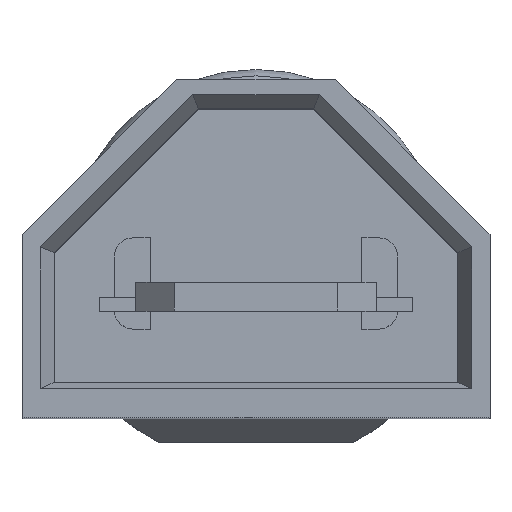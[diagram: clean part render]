
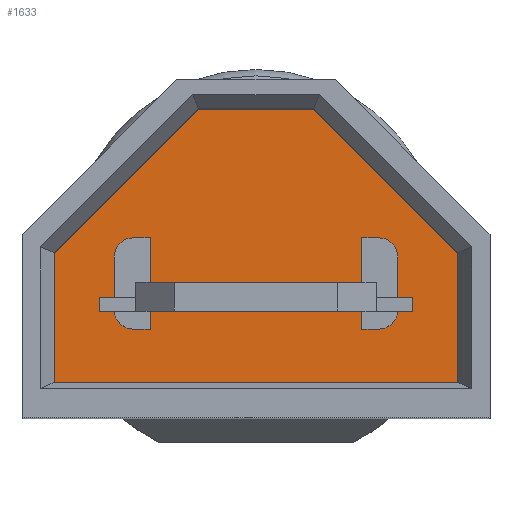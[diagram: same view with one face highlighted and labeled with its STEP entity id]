
A CAD part, top view. The second image highlights one B-rep face of the part: STEP entity #1633.
In plain terms, the highlighted planar face has unit normal (0, 0, 1).
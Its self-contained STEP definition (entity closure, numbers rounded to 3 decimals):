
#17=FACE_BOUND('',#192,.T.);
#104=FACE_OUTER_BOUND('',#191,.T.);
#191=EDGE_LOOP('',(#1166,#1167,#1168,#1169,#1170,#1171));
#192=EDGE_LOOP('',(#1172,#1173,#1174,#1175,#1176,#1177,#1178,#1179,#1180,
#1181,#1182,#1183,#1184,#1185,#1186,#1187,#1188,#1189,#1190,#1191,#1192,
#1193));
#260=CIRCLE('',#1734,0.508);
#261=CIRCLE('',#1735,0.508);
#262=CIRCLE('',#1736,0.508);
#263=CIRCLE('',#1737,0.508);
#325=LINE('',#2662,#496);
#328=LINE('',#2668,#499);
#333=LINE('',#2678,#504);
#336=LINE('',#2684,#507);
#343=LINE('',#2697,#514);
#344=LINE('',#2699,#515);
#345=LINE('',#2702,#516);
#346=LINE('',#2704,#517);
#347=LINE('',#2706,#518);
#348=LINE('',#2708,#519);
#349=LINE('',#2710,#520);
#350=LINE('',#2714,#521);
#351=LINE('',#2716,#522);
#352=LINE('',#2718,#523);
#353=LINE('',#2720,#524);
#354=LINE('',#2724,#525);
#355=LINE('',#2726,#526);
#356=LINE('',#2728,#527);
#357=LINE('',#2730,#528);
#358=LINE('',#2732,#529);
#359=LINE('',#2736,#530);
#360=LINE('',#2738,#531);
#361=LINE('',#2740,#532);
#362=LINE('',#2742,#533);
#496=VECTOR('',#1927,3.429);
#499=VECTOR('',#1932,5.388);
#504=VECTOR('',#1943,3.048);
#507=VECTOR('',#1948,5.388);
#514=VECTOR('',#1963,10.668);
#515=VECTOR('',#1966,3.429);
#516=VECTOR('',#1967,0.445);
#517=VECTOR('',#1968,1.57);
#518=VECTOR('',#1969,5.588);
#519=VECTOR('',#1970,1.57);
#520=VECTOR('',#1971,0.445);
#521=VECTOR('',#1974,1.062);
#522=VECTOR('',#1975,0.381);
#523=VECTOR('',#1976,0.381);
#524=VECTOR('',#1977,0.383);
#525=VECTOR('',#1980,0.445);
#526=VECTOR('',#1981,0.462);
#527=VECTOR('',#1982,5.588);
#528=VECTOR('',#1983,0.462);
#529=VECTOR('',#1984,0.445);
#530=VECTOR('',#1987,0.383);
#531=VECTOR('',#1988,0.381);
#532=VECTOR('',#1989,0.381);
#533=VECTOR('',#1990,1.062);
#676=VERTEX_POINT('',#2659);
#677=VERTEX_POINT('',#2661);
#679=VERTEX_POINT('',#2667);
#681=VERTEX_POINT('',#2677);
#683=VERTEX_POINT('',#2683);
#685=VERTEX_POINT('',#2695);
#686=VERTEX_POINT('',#2700);
#687=VERTEX_POINT('',#2701);
#688=VERTEX_POINT('',#2703);
#689=VERTEX_POINT('',#2705);
#690=VERTEX_POINT('',#2707);
#691=VERTEX_POINT('',#2709);
#692=VERTEX_POINT('',#2711);
#693=VERTEX_POINT('',#2713);
#694=VERTEX_POINT('',#2715);
#695=VERTEX_POINT('',#2717);
#696=VERTEX_POINT('',#2719);
#697=VERTEX_POINT('',#2721);
#698=VERTEX_POINT('',#2723);
#699=VERTEX_POINT('',#2725);
#700=VERTEX_POINT('',#2727);
#701=VERTEX_POINT('',#2729);
#702=VERTEX_POINT('',#2731);
#703=VERTEX_POINT('',#2733);
#704=VERTEX_POINT('',#2735);
#705=VERTEX_POINT('',#2737);
#706=VERTEX_POINT('',#2739);
#707=VERTEX_POINT('',#2741);
#847=EDGE_CURVE('',#676,#677,#325,.T.);
#850=EDGE_CURVE('',#677,#679,#328,.T.);
#855=EDGE_CURVE('',#679,#681,#333,.T.);
#858=EDGE_CURVE('',#681,#683,#336,.T.);
#865=EDGE_CURVE('',#685,#676,#343,.T.);
#866=EDGE_CURVE('',#683,#685,#344,.T.);
#867=EDGE_CURVE('',#686,#687,#345,.T.);
#868=EDGE_CURVE('',#688,#686,#346,.T.);
#869=EDGE_CURVE('',#689,#688,#347,.T.);
#870=EDGE_CURVE('',#690,#689,#348,.T.);
#871=EDGE_CURVE('',#691,#690,#349,.T.);
#872=EDGE_CURVE('',#692,#691,#260,.T.);
#873=EDGE_CURVE('',#693,#692,#350,.T.);
#874=EDGE_CURVE('',#694,#693,#351,.T.);
#875=EDGE_CURVE('',#694,#695,#352,.T.);
#876=EDGE_CURVE('',#696,#695,#353,.T.);
#877=EDGE_CURVE('',#697,#696,#261,.T.);
#878=EDGE_CURVE('',#698,#697,#354,.T.);
#879=EDGE_CURVE('',#699,#698,#355,.T.);
#880=EDGE_CURVE('',#700,#699,#356,.T.);
#881=EDGE_CURVE('',#701,#700,#357,.T.);
#882=EDGE_CURVE('',#702,#701,#358,.T.);
#883=EDGE_CURVE('',#703,#702,#262,.T.);
#884=EDGE_CURVE('',#704,#703,#359,.T.);
#885=EDGE_CURVE('',#705,#704,#360,.T.);
#886=EDGE_CURVE('',#706,#705,#361,.T.);
#887=EDGE_CURVE('',#707,#706,#362,.T.);
#888=EDGE_CURVE('',#687,#707,#263,.T.);
#1166=ORIENTED_EDGE('',*,*,#865,.F.);
#1167=ORIENTED_EDGE('',*,*,#866,.F.);
#1168=ORIENTED_EDGE('',*,*,#858,.F.);
#1169=ORIENTED_EDGE('',*,*,#855,.F.);
#1170=ORIENTED_EDGE('',*,*,#850,.F.);
#1171=ORIENTED_EDGE('',*,*,#847,.F.);
#1172=ORIENTED_EDGE('',*,*,#867,.F.);
#1173=ORIENTED_EDGE('',*,*,#868,.F.);
#1174=ORIENTED_EDGE('',*,*,#869,.F.);
#1175=ORIENTED_EDGE('',*,*,#870,.F.);
#1176=ORIENTED_EDGE('',*,*,#871,.F.);
#1177=ORIENTED_EDGE('',*,*,#872,.F.);
#1178=ORIENTED_EDGE('',*,*,#873,.F.);
#1179=ORIENTED_EDGE('',*,*,#874,.F.);
#1180=ORIENTED_EDGE('',*,*,#875,.T.);
#1181=ORIENTED_EDGE('',*,*,#876,.F.);
#1182=ORIENTED_EDGE('',*,*,#877,.F.);
#1183=ORIENTED_EDGE('',*,*,#878,.F.);
#1184=ORIENTED_EDGE('',*,*,#879,.F.);
#1185=ORIENTED_EDGE('',*,*,#880,.F.);
#1186=ORIENTED_EDGE('',*,*,#881,.F.);
#1187=ORIENTED_EDGE('',*,*,#882,.F.);
#1188=ORIENTED_EDGE('',*,*,#883,.F.);
#1189=ORIENTED_EDGE('',*,*,#884,.F.);
#1190=ORIENTED_EDGE('',*,*,#885,.F.);
#1191=ORIENTED_EDGE('',*,*,#886,.F.);
#1192=ORIENTED_EDGE('',*,*,#887,.F.);
#1193=ORIENTED_EDGE('',*,*,#888,.F.);
#1476=PLANE('',#1733);
#1633=ADVANCED_FACE('',(#104,#17),#1476,.F.);
#1733=AXIS2_PLACEMENT_3D('',#2698,#1964,#1965);
#1734=AXIS2_PLACEMENT_3D('',#2712,#1972,#1973);
#1735=AXIS2_PLACEMENT_3D('',#2722,#1978,#1979);
#1736=AXIS2_PLACEMENT_3D('',#2734,#1985,#1986);
#1737=AXIS2_PLACEMENT_3D('',#2743,#1991,#1992);
#1927=DIRECTION('',(0.,1.,0.));
#1932=DIRECTION('',(0.707,0.707,0.));
#1943=DIRECTION('',(1.,0.,0.));
#1948=DIRECTION('',(0.707,-0.707,0.));
#1963=DIRECTION('',(-1.,0.,0.));
#1964=DIRECTION('center_axis',(0.,0.,-1.));
#1965=DIRECTION('ref_axis',(-1.,0.,0.));
#1966=DIRECTION('',(0.,-1.,0.));
#1967=DIRECTION('',(-1.,0.,0.));
#1968=DIRECTION('',(0.,1.,0.));
#1969=DIRECTION('',(-1.,0.,0.));
#1970=DIRECTION('',(0.,-1.,0.));
#1971=DIRECTION('',(-1.,0.,0.));
#1972=DIRECTION('center_axis',(0.,0.,1.));
#1973=DIRECTION('ref_axis',(1.,0.,0.));
#1974=DIRECTION('',(0.,1.,0.));
#1975=DIRECTION('',(-1.,0.,0.));
#1976=DIRECTION('',(0.,-1.,0.));
#1977=DIRECTION('',(1.,0.,0.));
#1978=DIRECTION('center_axis',(0.,0.,1.));
#1979=DIRECTION('ref_axis',(0.,-1.,0.));
#1980=DIRECTION('',(1.,0.,0.));
#1981=DIRECTION('',(0.,-1.,0.));
#1982=DIRECTION('',(1.,0.,0.));
#1983=DIRECTION('',(0.,1.,0.));
#1984=DIRECTION('',(1.,0.,0.));
#1985=DIRECTION('center_axis',(0.,0.,1.));
#1986=DIRECTION('ref_axis',(-0.996,-0.09,0.));
#1987=DIRECTION('',(1.,0.,0.));
#1988=DIRECTION('',(0.,-1.,0.));
#1989=DIRECTION('',(-1.,0.,0.));
#1990=DIRECTION('',(0.,-1.,0.));
#1991=DIRECTION('center_axis',(0.,0.,1.));
#1992=DIRECTION('ref_axis',(0.,1.,0.));
#2659=CARTESIAN_POINT('',(-5.334,0.94,-9.779));
#2661=CARTESIAN_POINT('',(-5.334,4.369,-9.779));
#2662=CARTESIAN_POINT('',(-5.334,0.94,-9.779));
#2667=CARTESIAN_POINT('',(-1.524,8.179,-9.779));
#2668=CARTESIAN_POINT('',(-5.334,4.369,-9.779));
#2677=CARTESIAN_POINT('',(1.524,8.179,-9.779));
#2678=CARTESIAN_POINT('',(-1.524,8.179,-9.779));
#2683=CARTESIAN_POINT('',(5.334,4.369,-9.779));
#2684=CARTESIAN_POINT('',(1.524,8.179,-9.779));
#2695=CARTESIAN_POINT('',(5.334,0.94,-9.779));
#2697=CARTESIAN_POINT('',(5.334,0.94,-9.779));
#2698=CARTESIAN_POINT('Origin',(0.,0.,-9.779));
#2699=CARTESIAN_POINT('',(5.334,4.369,-9.779));
#2700=CARTESIAN_POINT('',(-2.794,4.775,-9.779));
#2701=CARTESIAN_POINT('',(-3.239,4.775,-9.779));
#2702=CARTESIAN_POINT('',(-2.794,4.775,-9.779));
#2703=CARTESIAN_POINT('',(-2.794,3.205,-9.779));
#2704=CARTESIAN_POINT('',(-2.794,3.205,-9.779));
#2705=CARTESIAN_POINT('',(2.794,3.205,-9.779));
#2706=CARTESIAN_POINT('',(2.794,3.205,-9.779));
#2707=CARTESIAN_POINT('',(2.794,4.775,-9.779));
#2708=CARTESIAN_POINT('',(2.794,4.775,-9.779));
#2709=CARTESIAN_POINT('',(3.239,4.775,-9.779));
#2710=CARTESIAN_POINT('',(3.239,4.775,-9.779));
#2711=CARTESIAN_POINT('',(3.747,4.267,-9.779));
#2712=CARTESIAN_POINT('Origin',(3.239,4.267,-9.779));
#2713=CARTESIAN_POINT('',(3.747,3.205,-9.779));
#2714=CARTESIAN_POINT('',(3.747,3.205,-9.779));
#2715=CARTESIAN_POINT('',(4.128,3.205,-9.779));
#2716=CARTESIAN_POINT('',(4.128,3.205,-9.779));
#2717=CARTESIAN_POINT('',(4.128,2.824,-9.779));
#2718=CARTESIAN_POINT('',(4.128,3.205,-9.779));
#2719=CARTESIAN_POINT('',(3.744,2.824,-9.779));
#2720=CARTESIAN_POINT('',(3.744,2.824,-9.779));
#2721=CARTESIAN_POINT('',(3.239,2.362,-9.779));
#2722=CARTESIAN_POINT('Origin',(3.239,2.87,-9.779));
#2723=CARTESIAN_POINT('',(2.794,2.362,-9.779));
#2724=CARTESIAN_POINT('',(2.794,2.362,-9.779));
#2725=CARTESIAN_POINT('',(2.794,2.824,-9.779));
#2726=CARTESIAN_POINT('',(2.794,2.824,-9.779));
#2727=CARTESIAN_POINT('',(-2.794,2.824,-9.779));
#2728=CARTESIAN_POINT('',(-2.794,2.824,-9.779));
#2729=CARTESIAN_POINT('',(-2.794,2.362,-9.779));
#2730=CARTESIAN_POINT('',(-2.794,2.362,-9.779));
#2731=CARTESIAN_POINT('',(-3.239,2.362,-9.779));
#2732=CARTESIAN_POINT('',(-3.239,2.362,-9.779));
#2733=CARTESIAN_POINT('',(-3.744,2.824,-9.779));
#2734=CARTESIAN_POINT('Origin',(-3.239,2.87,-9.779));
#2735=CARTESIAN_POINT('',(-4.128,2.824,-9.779));
#2736=CARTESIAN_POINT('',(-4.128,2.824,-9.779));
#2737=CARTESIAN_POINT('',(-4.128,3.205,-9.779));
#2738=CARTESIAN_POINT('',(-4.128,3.205,-9.779));
#2739=CARTESIAN_POINT('',(-3.747,3.205,-9.779));
#2740=CARTESIAN_POINT('',(-3.747,3.205,-9.779));
#2741=CARTESIAN_POINT('',(-3.747,4.267,-9.779));
#2742=CARTESIAN_POINT('',(-3.747,4.267,-9.779));
#2743=CARTESIAN_POINT('Origin',(-3.239,4.267,-9.779));
